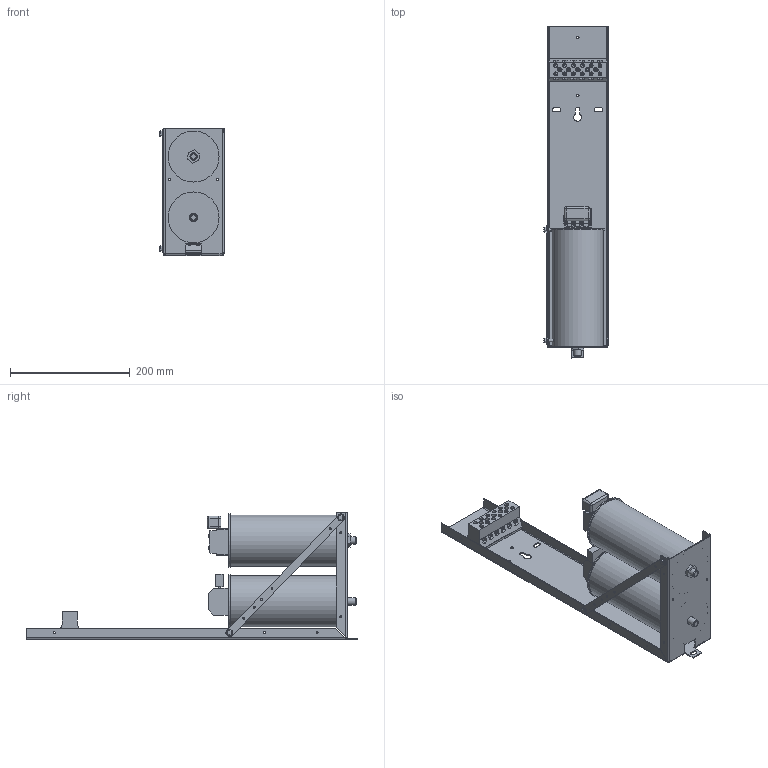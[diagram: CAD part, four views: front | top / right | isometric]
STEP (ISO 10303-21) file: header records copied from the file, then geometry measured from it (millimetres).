
FILE_DESCRIPTION(/* description */ (''),/* implementation_level */ '2;1');
FILE_NAME(/* name */ 'KPCUL018A64.stp',/* time_stamp */ '2020-03-10T15:30:21-05:00',/* author */ ('jnelson'),/* organization */ (''),/* preprocessor_version */ 'ST-DEVELOPER v17',/* originating_system */ 'Autodesk Inventor 2019',/* authorisation */ '');
FILE_SCHEMA (('AUTOMOTIVE_DESIGN { 1 0 10303 214 3 1 1 }'));
Length unit declared in the file: inch
Products named in the file (20): KPCUL018A64; 2 CAP HOLE TRAY Curtist; 27791-A; 27938; 27937; 25441; 28065; 19324; 29230; 8KVAR; CAP NUT ; ASC Term Block Assembly; ASC TERM BLOCK-Better; ASC Term block screw; ASC TERM BLK INSERT; ASC bleeder resistor; 27607; 10KVAR; ASC TERM BLOCK; bleeder resistor
Assembly tree (31 placements, depth 4):
  KPCUL018A64
    2 CAP HOLE TRAY Curtist
      27791-A
      27938  x2
      27937
      25441  x2
      28065
      19324
    29230
      8KVAR
      CAP NUT 
      ASC Term Block Assembly
        ASC TERM BLOCK-Better
        ASC Term block screw  x6
        ASC TERM BLK INSERT  x6
        ASC bleeder resistor
    27607
      10KVAR
      ASC TERM BLOCK
      bleeder resistor
Bounding box: 106.87 x 553.72 x 211.84 mm (x, y, z)
Volume: 2589374.5 mm3; surface area: 442309.8 mm2
Topology: 46 solids, 46 shells, 1449 faces, 3793 edges, 2489 vertices
Faces by surface type: plane 813, cylinder 503, bspline 60, cone 56, torus 9, sphere 8
Full cylindrical faces by diameter (mm): 2.54 x6, 2.545 x132, 2.794 x3, 3 x126, 3.251 x12, 3.556 x9, 3.962 x5, 4.597 x2, 4.699 x6, 4.724 x2, 4.801 x4, 4.898 x5, 5.08 x12, 5.083 x1, 5.22 x1, 5.5 x6, 6.124 x5, 6.35 x11, 6.375 x12, 6.379 x1, 6.516 x1, 7.341 x5, 8.484 x1, 11.989 x2, 14.224 x2, 85.09 x4, 89.154 x2
Entity records: 37335 total; most frequent: CARTESIAN_POINT 10800, ORIENTED_EDGE 5358, DIRECTION 5097, EDGE_CURVE 2679, LINE 1829, VECTOR 1829, VERTEX_POINT 1763, AXIS2_PLACEMENT_3D 1634
